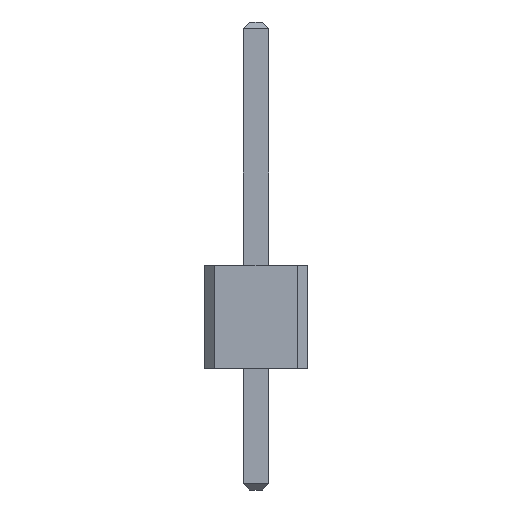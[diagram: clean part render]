
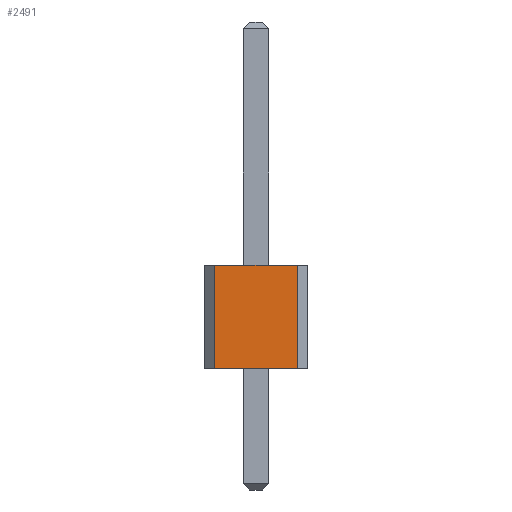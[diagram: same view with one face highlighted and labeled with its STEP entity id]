
A CAD part, front view. The second image highlights one B-rep face of the part: STEP entity #2491.
In plain terms, the highlighted planar face has unit normal (0, -1, 0).
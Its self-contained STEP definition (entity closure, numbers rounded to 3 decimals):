
#68=FACE_OUTER_BOUND('',#214,.T.);
#214=EDGE_LOOP('',(#1806,#1807,#1808,#1809));
#317=LINE('',#3365,#649);
#409=LINE('',#3550,#741);
#475=LINE('',#3680,#807);
#477=LINE('',#3684,#809);
#649=VECTOR('',#2748,1.);
#741=VECTOR('',#2842,1.);
#807=VECTOR('',#2990,1.);
#809=VECTOR('',#2996,1.);
#981=VERTEX_POINT('',#3362);
#982=VERTEX_POINT('',#3364);
#1073=VERTEX_POINT('',#3547);
#1074=VERTEX_POINT('',#3549);
#1189=EDGE_CURVE('',#982,#981,#317,.T.);
#1281=EDGE_CURVE('',#1073,#1074,#409,.T.);
#1347=EDGE_CURVE('',#982,#1073,#475,.T.);
#1349=EDGE_CURVE('',#981,#1074,#477,.T.);
#1806=ORIENTED_EDGE('',*,*,#1347,.F.);
#1807=ORIENTED_EDGE('',*,*,#1189,.T.);
#1808=ORIENTED_EDGE('',*,*,#1349,.T.);
#1809=ORIENTED_EDGE('',*,*,#1281,.F.);
#2218=PLANE('',#2641);
#2491=ADVANCED_FACE('',(#68),#2218,.F.);
#2641=AXIS2_PLACEMENT_3D('',#3683,#2994,#2995);
#2748=DIRECTION('',(1.,0.,0.));
#2842=DIRECTION('',(1.,0.,0.));
#2990=DIRECTION('',(0.,0.,1.));
#2994=DIRECTION('center_axis',(0.,1.,0.));
#2995=DIRECTION('ref_axis',(1.,0.,0.));
#2996=DIRECTION('',(0.,0.,1.));
#3362=CARTESIAN_POINT('',(1.016,-16.51,0.));
#3364=CARTESIAN_POINT('',(-1.016,-16.51,0.));
#3365=CARTESIAN_POINT('',(-1.016,-16.51,0.));
#3547=CARTESIAN_POINT('',(-1.016,-16.51,2.54));
#3549=CARTESIAN_POINT('',(1.016,-16.51,2.54));
#3550=CARTESIAN_POINT('',(-1.016,-16.51,2.54));
#3680=CARTESIAN_POINT('',(-1.016,-16.51,0.));
#3683=CARTESIAN_POINT('Origin',(-1.016,-16.51,0.));
#3684=CARTESIAN_POINT('',(1.016,-16.51,0.));
